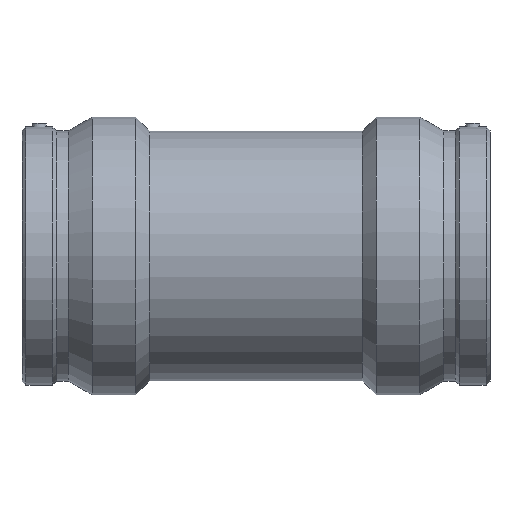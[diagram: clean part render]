
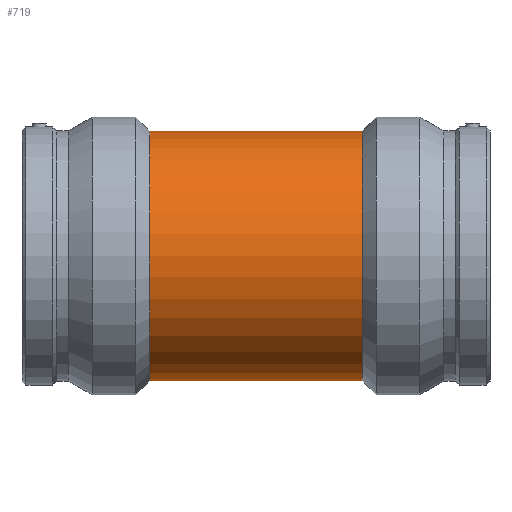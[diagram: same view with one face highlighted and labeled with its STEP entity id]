
A CAD part, top view. The second image highlights one B-rep face of the part: STEP entity #719.
In plain terms, the highlighted cylindrical face has radius 131.85 mm (diameter 263.7 mm), a full revolution.
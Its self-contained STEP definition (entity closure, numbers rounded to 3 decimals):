
#79=FACE_BOUND('',#331,.T.);
#80=FACE_BOUND('',#332,.T.);
#147=CIRCLE('',#807,131.85);
#148=CIRCLE('',#808,131.85);
#199=CYLINDRICAL_SURFACE('',#806,131.85);
#235=FACE_OUTER_BOUND('',#330,.T.);
#330=EDGE_LOOP('',(#616));
#331=EDGE_LOOP('',(#617));
#332=EDGE_LOOP('',(#618));
#416=B_SPLINE_CURVE_WITH_KNOTS('',3,(#1451,#1452,#1453,#1454,#1455,#1456,
#1457,#1458,#1459,#1460,#1461,#1462,#1463,#1464,#1465,#1466,#1467,#1468,
#1469,#1470,#1471,#1472,#1473,#1474,#1475,#1476,#1477,#1478,#1479,#1480,
#1481,#1482,#1483,#1484,#1485,#1486,#1487,#1488,#1489,#1490,#1491,#1492,
#1493,#1494,#1495,#1496,#1497,#1498,#1499,#1500,#1501,#1502,#1503,#1504,
#1505,#1506,#1507,#1508,#1509,#1510,#1511,#1512,#1513,#1514,#1515,#1516),
 .UNSPECIFIED.,.T.,.F.,(4,2,2,2,2,2,2,2,2,2,2,2,2,2,2,2,2,2,2,2,2,2,2,2,
2,2,2,2,2,2,2,2,4),(0.,1.2,2.399,3.599,
4.799,5.996,7.193,8.39,9.588,
10.785,11.982,13.179,14.376,15.576,
16.776,17.976,19.175,20.375,21.575,
22.775,23.974,25.171,26.369,27.566,
28.763,29.96,31.157,32.354,33.552,
34.751,35.951,37.151,38.351),
 .UNSPECIFIED.);
#439=VERTEX_POINT('',#1450);
#448=VERTEX_POINT('',#1543);
#449=VERTEX_POINT('',#1545);
#509=EDGE_CURVE('',#439,#439,#416,.T.);
#518=EDGE_CURVE('',#448,#448,#147,.T.);
#519=EDGE_CURVE('',#449,#449,#148,.T.);
#616=ORIENTED_EDGE('',*,*,#518,.F.);
#617=ORIENTED_EDGE('',*,*,#519,.T.);
#618=ORIENTED_EDGE('',*,*,#509,.T.);
#719=ADVANCED_FACE('',(#235,#79,#80),#199,.T.);
#806=AXIS2_PLACEMENT_3D('',#1542,#977,#978);
#807=AXIS2_PLACEMENT_3D('',#1544,#979,#980);
#808=AXIS2_PLACEMENT_3D('',#1546,#981,#982);
#977=DIRECTION('center_axis',(1.,0.,0.));
#978=DIRECTION('ref_axis',(0.,1.,0.));
#979=DIRECTION('center_axis',(1.,0.,0.));
#980=DIRECTION('ref_axis',(0.,0.,-1.));
#981=DIRECTION('center_axis',(1.,0.,0.));
#982=DIRECTION('ref_axis',(0.,0.,-1.));
#1450=CARTESIAN_POINT('',(0.,62.5,-116.096));
#1451=CARTESIAN_POINT('Ctrl Pts',(0.,62.5,-116.096));
#1452=CARTESIAN_POINT('Ctrl Pts',(-3.999,62.5,-116.096));
#1453=CARTESIAN_POINT('Ctrl Pts',(-8.109,62.11,-116.308));
#1454=CARTESIAN_POINT('Ctrl Pts',(-16.238,60.496,-117.156));
#1455=CARTESIAN_POINT('Ctrl Pts',(-20.258,59.272,-117.79));
#1456=CARTESIAN_POINT('Ctrl Pts',(-27.932,56.066,-119.349));
#1457=CARTESIAN_POINT('Ctrl Pts',(-31.594,54.081,-120.274));
#1458=CARTESIAN_POINT('Ctrl Pts',(-38.354,49.516,-122.224));
#1459=CARTESIAN_POINT('Ctrl Pts',(-41.452,46.937,-123.247));
#1460=CARTESIAN_POINT('Ctrl Pts',(-46.931,41.458,-125.196));
#1461=CARTESIAN_POINT('Ctrl Pts',(-49.51,38.363,-126.194));
#1462=CARTESIAN_POINT('Ctrl Pts',(-54.076,31.601,-128.055));
#1463=CARTESIAN_POINT('Ctrl Pts',(-56.064,27.935,-128.916));
#1464=CARTESIAN_POINT('Ctrl Pts',(-59.274,20.252,-130.344));
#1465=CARTESIAN_POINT('Ctrl Pts',(-60.498,16.228,-130.911));
#1466=CARTESIAN_POINT('Ctrl Pts',(-62.112,8.098,-131.664));
#1467=CARTESIAN_POINT('Ctrl Pts',(-62.5,3.991,-131.85));
#1468=CARTESIAN_POINT('Ctrl Pts',(-62.5,-3.991,-131.85));
#1469=CARTESIAN_POINT('Ctrl Pts',(-62.112,-8.098,-131.664));
#1470=CARTESIAN_POINT('Ctrl Pts',(-60.498,-16.228,-130.911));
#1471=CARTESIAN_POINT('Ctrl Pts',(-59.274,-20.252,-130.344));
#1472=CARTESIAN_POINT('Ctrl Pts',(-56.064,-27.935,-128.916));
#1473=CARTESIAN_POINT('Ctrl Pts',(-54.076,-31.601,-128.055));
#1474=CARTESIAN_POINT('Ctrl Pts',(-49.51,-38.363,-126.194));
#1475=CARTESIAN_POINT('Ctrl Pts',(-46.931,-41.458,-125.196));
#1476=CARTESIAN_POINT('Ctrl Pts',(-41.452,-46.937,-123.247));
#1477=CARTESIAN_POINT('Ctrl Pts',(-38.354,-49.516,-122.224));
#1478=CARTESIAN_POINT('Ctrl Pts',(-31.594,-54.081,-120.274));
#1479=CARTESIAN_POINT('Ctrl Pts',(-27.932,-56.066,-119.349));
#1480=CARTESIAN_POINT('Ctrl Pts',(-20.258,-59.272,-117.79));
#1481=CARTESIAN_POINT('Ctrl Pts',(-16.238,-60.496,-117.156));
#1482=CARTESIAN_POINT('Ctrl Pts',(-8.109,-62.11,-116.308));
#1483=CARTESIAN_POINT('Ctrl Pts',(-3.999,-62.5,-116.096));
#1484=CARTESIAN_POINT('Ctrl Pts',(3.999,-62.5,-116.096));
#1485=CARTESIAN_POINT('Ctrl Pts',(8.109,-62.11,-116.308));
#1486=CARTESIAN_POINT('Ctrl Pts',(16.238,-60.496,-117.156));
#1487=CARTESIAN_POINT('Ctrl Pts',(20.258,-59.272,-117.79));
#1488=CARTESIAN_POINT('Ctrl Pts',(27.932,-56.066,-119.349));
#1489=CARTESIAN_POINT('Ctrl Pts',(31.594,-54.081,-120.274));
#1490=CARTESIAN_POINT('Ctrl Pts',(38.354,-49.516,-122.224));
#1491=CARTESIAN_POINT('Ctrl Pts',(41.452,-46.937,-123.247));
#1492=CARTESIAN_POINT('Ctrl Pts',(46.931,-41.458,-125.196));
#1493=CARTESIAN_POINT('Ctrl Pts',(49.51,-38.363,-126.194));
#1494=CARTESIAN_POINT('Ctrl Pts',(54.076,-31.601,-128.055));
#1495=CARTESIAN_POINT('Ctrl Pts',(56.064,-27.935,-128.916));
#1496=CARTESIAN_POINT('Ctrl Pts',(59.274,-20.252,-130.344));
#1497=CARTESIAN_POINT('Ctrl Pts',(60.498,-16.228,-130.911));
#1498=CARTESIAN_POINT('Ctrl Pts',(62.112,-8.098,-131.664));
#1499=CARTESIAN_POINT('Ctrl Pts',(62.5,-3.991,-131.85));
#1500=CARTESIAN_POINT('Ctrl Pts',(62.5,3.991,-131.85));
#1501=CARTESIAN_POINT('Ctrl Pts',(62.112,8.098,-131.664));
#1502=CARTESIAN_POINT('Ctrl Pts',(60.498,16.228,-130.911));
#1503=CARTESIAN_POINT('Ctrl Pts',(59.274,20.252,-130.344));
#1504=CARTESIAN_POINT('Ctrl Pts',(56.064,27.935,-128.916));
#1505=CARTESIAN_POINT('Ctrl Pts',(54.076,31.601,-128.055));
#1506=CARTESIAN_POINT('Ctrl Pts',(49.51,38.363,-126.194));
#1507=CARTESIAN_POINT('Ctrl Pts',(46.931,41.458,-125.196));
#1508=CARTESIAN_POINT('Ctrl Pts',(41.452,46.937,-123.247));
#1509=CARTESIAN_POINT('Ctrl Pts',(38.354,49.516,-122.224));
#1510=CARTESIAN_POINT('Ctrl Pts',(31.594,54.081,-120.274));
#1511=CARTESIAN_POINT('Ctrl Pts',(27.932,56.066,-119.349));
#1512=CARTESIAN_POINT('Ctrl Pts',(20.258,59.272,-117.79));
#1513=CARTESIAN_POINT('Ctrl Pts',(16.238,60.496,-117.156));
#1514=CARTESIAN_POINT('Ctrl Pts',(8.109,62.11,-116.308));
#1515=CARTESIAN_POINT('Ctrl Pts',(3.999,62.5,-116.096));
#1516=CARTESIAN_POINT('Ctrl Pts',(0.,62.5,-116.096));
#1542=CARTESIAN_POINT('Origin',(0.,0.,0.));
#1543=CARTESIAN_POINT('',(112.385,131.85,0.));
#1544=CARTESIAN_POINT('Origin',(112.385,0.,0.));
#1545=CARTESIAN_POINT('',(-112.385,131.85,0.));
#1546=CARTESIAN_POINT('Origin',(-112.385,0.,0.));
